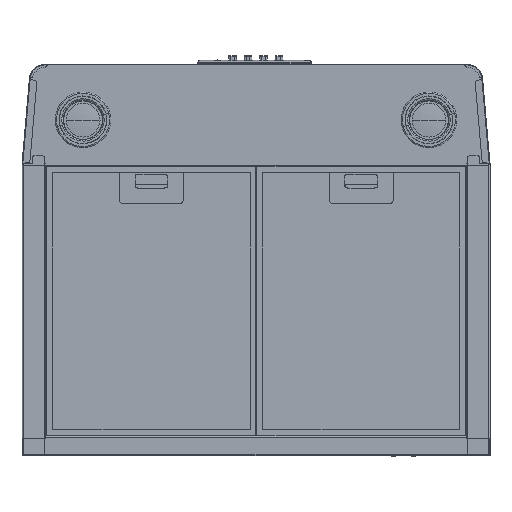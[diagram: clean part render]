
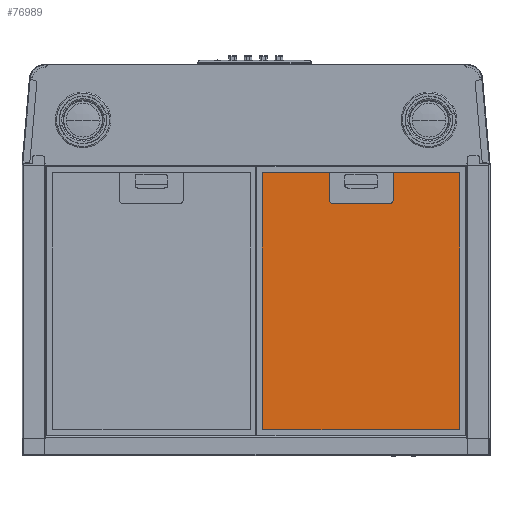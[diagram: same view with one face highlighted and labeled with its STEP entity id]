
A CAD part, front view. The second image highlights one B-rep face of the part: STEP entity #76989.
In plain terms, the highlighted face is planar.
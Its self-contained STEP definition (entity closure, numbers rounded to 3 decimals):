
#74303=DIRECTION('',(-1.,0.,0.));
#74304=VECTOR('',#74303,73.);
#74305=CARTESIAN_POINT('',(36.5,2.,-126.5));
#74306=LINE('',#74305,#74304);
#74307=CARTESIAN_POINT('',(36.5,2.,-131.5));
#74308=DIRECTION('',(0.,-1.,0.));
#74309=DIRECTION('',(1.,0.,0.));
#74310=AXIS2_PLACEMENT_3D('',#74307,#74308,#74309);
#74312=DIRECTION('',(0.,0.,1.));
#74313=VECTOR('',#74312,35.5);
#74314=CARTESIAN_POINT('',(41.5,2.,-167.));
#74315=LINE('',#74314,#74313);
#74316=DIRECTION('',(-1.,0.,0.));
#74317=VECTOR('',#74316,86.25);
#74318=CARTESIAN_POINT('',(127.75,2.,-167.));
#74319=LINE('',#74318,#74317);
#74320=CARTESIAN_POINT('',(127.75,2.,-166.5));
#74321=DIRECTION('',(0.,1.,0.));
#74322=DIRECTION('',(1.,0.,0.));
#74323=AXIS2_PLACEMENT_3D('',#74320,#74321,#74322);
#74325=DIRECTION('',(0.,0.,-1.));
#74326=VECTOR('',#74325,333.);
#74327=CARTESIAN_POINT('',(128.25,2.,166.5));
#74328=LINE('',#74327,#74326);
#74329=CARTESIAN_POINT('',(127.75,2.,166.5));
#74330=DIRECTION('',(0.,1.,0.));
#74331=DIRECTION('',(0.,0.,1.));
#74332=AXIS2_PLACEMENT_3D('',#74329,#74330,#74331);
#74334=DIRECTION('',(1.,0.,0.));
#74335=VECTOR('',#74334,255.5);
#74336=CARTESIAN_POINT('',(-127.75,2.,167.));
#74337=LINE('',#74336,#74335);
#74338=CARTESIAN_POINT('',(-127.75,2.,166.5));
#74339=DIRECTION('',(0.,1.,0.));
#74340=DIRECTION('',(-1.,0.,0.));
#74341=AXIS2_PLACEMENT_3D('',#74338,#74339,#74340);
#74343=DIRECTION('',(0.,0.,1.));
#74344=VECTOR('',#74343,333.);
#74345=CARTESIAN_POINT('',(-128.25,2.,-166.5));
#74346=LINE('',#74345,#74344);
#74347=CARTESIAN_POINT('',(-127.75,2.,-166.5));
#74348=DIRECTION('',(0.,1.,0.));
#74349=DIRECTION('',(0.,0.,-1.));
#74350=AXIS2_PLACEMENT_3D('',#74347,#74348,#74349);
#74352=DIRECTION('',(-1.,0.,0.));
#74353=VECTOR('',#74352,86.25);
#74354=CARTESIAN_POINT('',(-41.5,2.,-167.));
#74355=LINE('',#74354,#74353);
#74356=DIRECTION('',(0.,0.,1.));
#74357=VECTOR('',#74356,35.5);
#74358=CARTESIAN_POINT('',(-41.5,2.,-167.));
#74359=LINE('',#74358,#74357);
#74360=CARTESIAN_POINT('',(-36.5,2.,-131.5));
#74361=DIRECTION('',(0.,-1.,0.));
#74362=DIRECTION('',(0.,0.,1.));
#74363=AXIS2_PLACEMENT_3D('',#74360,#74361,#74362);
#74923=CARTESIAN_POINT('',(-127.75,2.,-167.));
#74924=CARTESIAN_POINT('',(-128.25,2.,-166.5));
#74925=VERTEX_POINT('',#74923);
#74926=VERTEX_POINT('',#74924);
#74927=CARTESIAN_POINT('',(-128.25,2.,166.5));
#74928=VERTEX_POINT('',#74927);
#74929=CARTESIAN_POINT('',(-127.75,2.,167.));
#74930=VERTEX_POINT('',#74929);
#74931=CARTESIAN_POINT('',(127.75,2.,167.));
#74932=VERTEX_POINT('',#74931);
#74971=CARTESIAN_POINT('',(36.5,2.,-126.5));
#74972=CARTESIAN_POINT('',(-36.5,2.,-126.5));
#74973=VERTEX_POINT('',#74971);
#74974=VERTEX_POINT('',#74972);
#74975=CARTESIAN_POINT('',(127.75,2.,-167.));
#74976=CARTESIAN_POINT('',(41.5,2.,-167.));
#74977=VERTEX_POINT('',#74975);
#74978=VERTEX_POINT('',#74976);
#74979=CARTESIAN_POINT('',(-41.5,2.,-167.));
#74980=VERTEX_POINT('',#74979);
#74991=CARTESIAN_POINT('',(128.25,2.,166.5));
#74992=VERTEX_POINT('',#74991);
#74993=CARTESIAN_POINT('',(128.25,2.,-166.5));
#74994=VERTEX_POINT('',#74993);
#75023=CARTESIAN_POINT('',(-41.5,2.,-131.5));
#75024=VERTEX_POINT('',#75023);
#75025=CARTESIAN_POINT('',(41.5,2.,-131.5));
#75026=VERTEX_POINT('',#75025);
#76956=CARTESIAN_POINT('',(0.,2.,0.));
#76957=DIRECTION('',(0.,1.,0.));
#76958=DIRECTION('',(1.,0.,0.));
#76959=AXIS2_PLACEMENT_3D('',#76956,#76957,#76958);
#76960=PLANE('',#76959);
#76962=ORIENTED_EDGE('',*,*,#76961,.F.);
#76964=ORIENTED_EDGE('',*,*,#76963,.F.);
#76966=ORIENTED_EDGE('',*,*,#76965,.F.);
#76967=ORIENTED_EDGE('',*,*,#76938,.F.);
#76969=ORIENTED_EDGE('',*,*,#76968,.F.);
#76971=ORIENTED_EDGE('',*,*,#76970,.F.);
#76973=ORIENTED_EDGE('',*,*,#76972,.F.);
#76975=ORIENTED_EDGE('',*,*,#76974,.F.);
#76977=ORIENTED_EDGE('',*,*,#76976,.F.);
#76979=ORIENTED_EDGE('',*,*,#76978,.F.);
#76981=ORIENTED_EDGE('',*,*,#76980,.F.);
#76982=ORIENTED_EDGE('',*,*,#76946,.F.);
#76984=ORIENTED_EDGE('',*,*,#76983,.T.);
#76986=ORIENTED_EDGE('',*,*,#76985,.F.);
#76987=EDGE_LOOP('',(#76962,#76964,#76966,#76967,#76969,#76971,#76973,#76975,
#76977,#76979,#76981,#76982,#76984,#76986));
#76988=FACE_OUTER_BOUND('',#76987,.F.);
#76989=ADVANCED_FACE('',(#76988),#76960,.T.);
#74311=CIRCLE('',#74310,5.);
#74324=CIRCLE('',#74323,0.5);
#74333=CIRCLE('',#74332,0.5);
#74342=CIRCLE('',#74341,0.5);
#74351=CIRCLE('',#74350,0.5);
#74364=CIRCLE('',#74363,5.);
#76938=EDGE_CURVE('',#74977,#74978,#74319,.T.);
#76946=EDGE_CURVE('',#74980,#74925,#74355,.T.);
#76961=EDGE_CURVE('',#74973,#74974,#74306,.T.);
#76963=EDGE_CURVE('',#75026,#74973,#74311,.T.);
#76965=EDGE_CURVE('',#74978,#75026,#74315,.T.);
#76968=EDGE_CURVE('',#74994,#74977,#74324,.T.);
#76970=EDGE_CURVE('',#74992,#74994,#74328,.T.);
#76972=EDGE_CURVE('',#74932,#74992,#74333,.T.);
#76974=EDGE_CURVE('',#74930,#74932,#74337,.T.);
#76976=EDGE_CURVE('',#74928,#74930,#74342,.T.);
#76978=EDGE_CURVE('',#74926,#74928,#74346,.T.);
#76980=EDGE_CURVE('',#74925,#74926,#74351,.T.);
#76983=EDGE_CURVE('',#74980,#75024,#74359,.T.);
#76985=EDGE_CURVE('',#74974,#75024,#74364,.T.);
